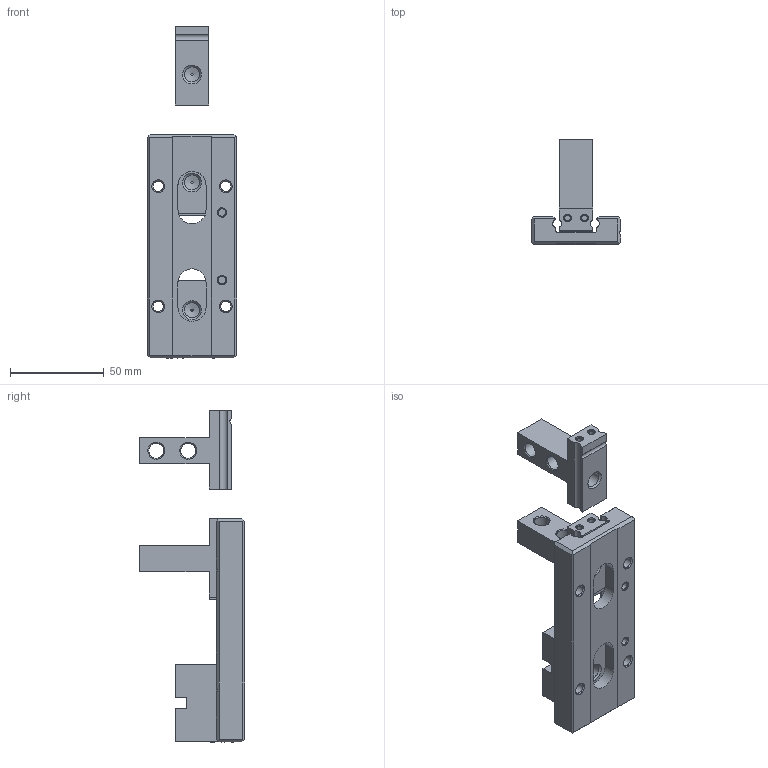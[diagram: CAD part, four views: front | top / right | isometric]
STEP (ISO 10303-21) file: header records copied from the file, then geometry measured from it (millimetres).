
FILE_DESCRIPTION ((), '1');
FILE_NAME ('40D.stp', '2024-08-21T10:24:47', ('Unknown'), ('Unknown'), 'HarmonyWare STEP v2.1.4', 'HarmonyWare Translators', '');
FILE_SCHEMA (('CONFIG_CONTROL_DESIGN'));
Length unit declared in the file: millimetre
Products named in the file (6): 手指
Assembly tree (5 placements, depth 2):
  (unnamed)
    手指
    手指
    手指
    手指
    手指
Bounding box: 47.6 x 56.02 x 176.9 mm (x, y, z)
Volume: 102584.1 mm3; surface area: 38287.9 mm2
Topology: 5 solids, 5 shells, 222 faces, 582 edges, 401 vertices
Faces by surface type: bspline 222
Entity records: 8963 total; most frequent: CARTESIAN_POINT 4798, ORIENTED_EDGE 1164, EDGE_CURVE 582, VERTEX_POINT 401, B_SPLINE_CURVE_WITH_KNOTS 331, EDGE_LOOP 277, FACE_OUTER_BOUND 222, ADVANCED_FACE 222
